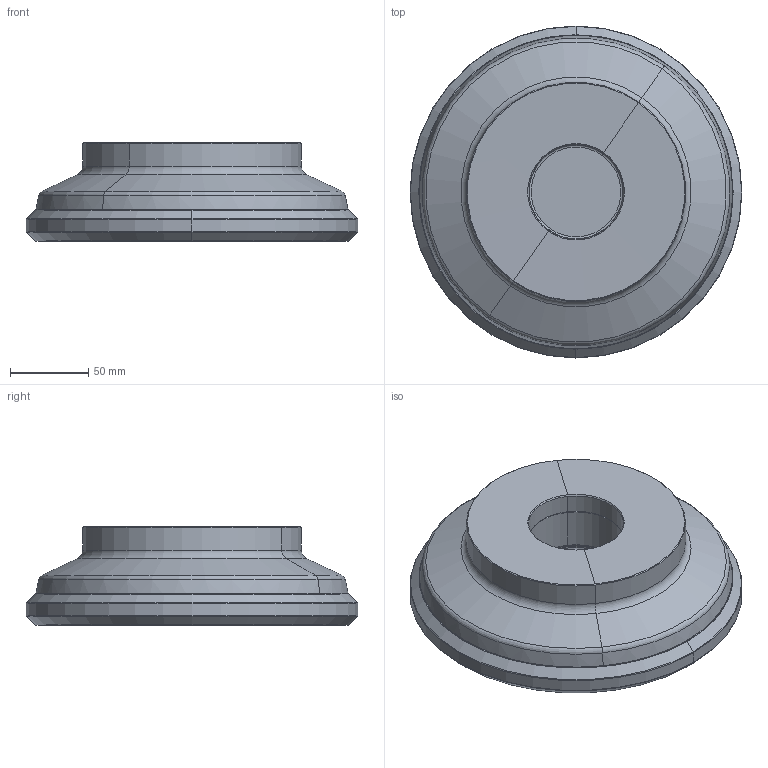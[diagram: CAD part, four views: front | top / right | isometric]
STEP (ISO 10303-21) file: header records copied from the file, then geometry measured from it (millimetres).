
FILE_DESCRIPTION((''),'2;1');
FILE_NAME('607041102-000-00-E43','2019-11-21T11:25:24',('bernerhp'),(''),'CREO PARAMETRIC BY PTC INC, 2019030','CREO PARAMETRIC BY PTC INC, 2019030','');
FILE_SCHEMA(('AP242_MANAGED_MODEL_BASED_3D_ENGINEERING_MIM_LF { 1 0 10303 442 1 1 4 }'));
Length unit declared in the file: millimetre
Products named in the file (1): 607041102-000-00-E43
Bounding box: 212.01 x 212.01 x 63 mm (x, y, z)
Volume: 1338208.4 mm3; surface area: 103498.1 mm2
Topology: 1 solids, 1 shells, 54 faces, 165 edges, 123 vertices
Faces by surface type: torus 20, cone 20, cylinder 10, plane 4
Entity records: 2744 total; most frequent: DIRECTION 381, CARTESIAN_POINT 283, ORIENTED_EDGE 212, PRESENTATION_STYLE_ASSIGNMENT 191, STYLED_ITEM 169, CURVE_STYLE 168, AXIS2_PLACEMENT_3D 158, EDGE_CURVE 106
